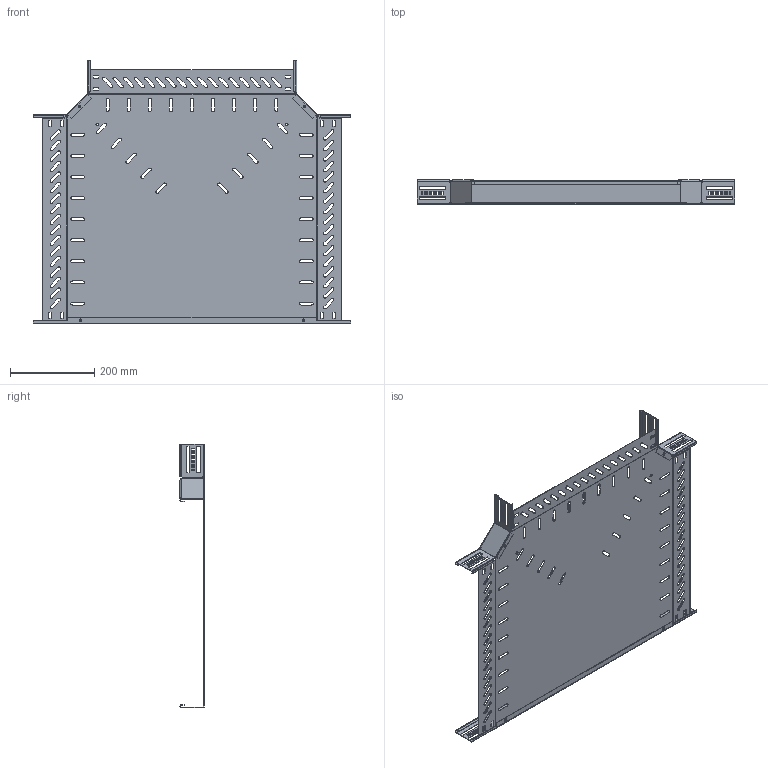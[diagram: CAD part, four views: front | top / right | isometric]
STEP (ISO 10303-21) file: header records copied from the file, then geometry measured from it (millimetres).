
FILE_DESCRIPTION (( 'STEP AP214' ), '1' );
FILE_NAME ('6038188.STEP', '2024-10-25T13:16:40', ( '' ), ( '' ), 'SwSTEP 2.0', 'SolidWorks 2024', '' );
FILE_SCHEMA (( 'AUTOMOTIVE_DESIGN' ));
Length unit declared in the file: millimetre
Products named in the file (4): 167655_60x90°; 6038188; 172093_500; 172072_500
Assembly tree (4 placements, depth 2):
  6038188
    172072_500
    167655_60x90°  x2
    172093_500
Bounding box: 754 x 57 x 624.99 mm (x, y, z)
Volume: 492888 mm3; surface area: 958824 mm2
Topology: 4 solids, 4 shells, 1088 faces, 3096 edges, 2016 vertices
Faces by surface type: plane 658, cylinder 414, bspline 16
Entity records: 30721 total; most frequent: CARTESIAN_POINT 5749, ORIENTED_EDGE 5216, DIRECTION 5058, EDGE_CURVE 2608, VECTOR 1808, LINE 1808, VERTEX_POINT 1712, AXIS2_PLACEMENT_3D 1625
